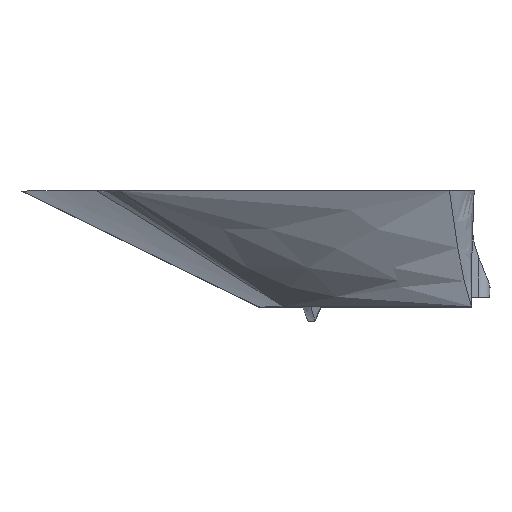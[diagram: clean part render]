
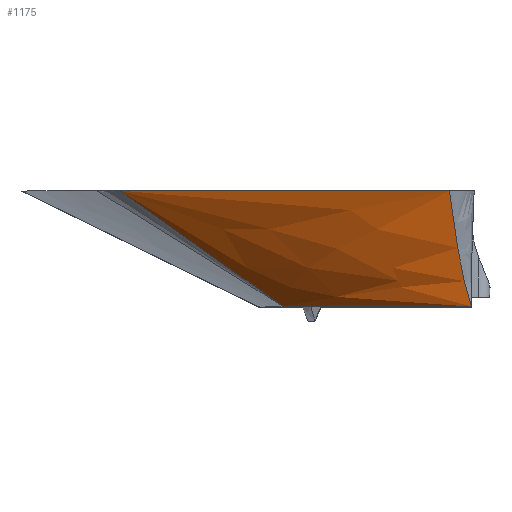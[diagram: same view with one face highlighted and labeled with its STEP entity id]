
A CAD part, top view. The second image highlights one B-rep face of the part: STEP entity #1175.
In plain terms, the highlighted free-form (B-spline) face has degree [3, 3] with [4, 4] control points.
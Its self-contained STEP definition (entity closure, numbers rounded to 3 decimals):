
#69=B_SPLINE_SURFACE_WITH_KNOTS('',3,3,((#3872,#3873,#3874,#3875),(#3876,
#3877,#3878,#3879),(#3880,#3881,#3882,#3883),(#3884,#3885,#3886,#3887)),
 .UNSPECIFIED.,.F.,.F.,.F.,(4,4),(4,4),(0.,1.),(0.,1.),.UNSPECIFIED.);
#164=FACE_OUTER_BOUND('',#236,.T.);
#236=EDGE_LOOP('',(#1052,#1053,#1054,#1055));
#268=LINE('',#3696,#299);
#271=LINE('',#3888,#302);
#299=VECTOR('',#1355,10.);
#302=VECTOR('',#1362,10.);
#347=B_SPLINE_CURVE_WITH_KNOTS('',3,(#1948,#1949,#1950,#1951,#1952,#1953),
 .UNSPECIFIED.,.F.,.F.,(4,1,1,4),(-0.998,-0.428,
-0.143,0.),.UNSPECIFIED.);
#425=B_SPLINE_CURVE_WITH_KNOTS('',3,(#3665,#3666,#3667,#3668),
 .UNSPECIFIED.,.F.,.F.,(4,4),(0.,0.944),.UNSPECIFIED.);
#477=VERTEX_POINT('',#1934);
#478=VERTEX_POINT('',#1947);
#536=VERTEX_POINT('',#3648);
#538=VERTEX_POINT('',#3660);
#613=EDGE_CURVE('',#477,#478,#347,.T.);
#712=EDGE_CURVE('',#538,#536,#425,.T.);
#716=EDGE_CURVE('',#536,#477,#268,.T.);
#726=EDGE_CURVE('',#538,#478,#271,.T.);
#1052=ORIENTED_EDGE('',*,*,#712,.F.);
#1053=ORIENTED_EDGE('',*,*,#726,.T.);
#1054=ORIENTED_EDGE('',*,*,#613,.F.);
#1055=ORIENTED_EDGE('',*,*,#716,.F.);
#1175=ADVANCED_FACE('',(#164),#69,.T.);
#1355=DIRECTION('',(0.931,0.,-0.364));
#1362=DIRECTION('',(1.,0.,0.));
#1934=CARTESIAN_POINT('',(-49.159,65.,31.407));
#1947=CARTESIAN_POINT('',(-46.279,50.,25.));
#1948=CARTESIAN_POINT('Ctrl Pts',(-49.159,65.,31.407));
#1949=CARTESIAN_POINT('Ctrl Pts',(-48.788,62.19,30.079));
#1950=CARTESIAN_POINT('Ctrl Pts',(-48.195,57.979,28.107));
#1951=CARTESIAN_POINT('Ctrl Pts',(-47.177,52.999,25.992));
#1952=CARTESIAN_POINT('Ctrl Pts',(-46.539,50.774,25.22));
#1953=CARTESIAN_POINT('Ctrl Pts',(-46.279,50.,25.));
#3648=CARTESIAN_POINT('',(-91.943,65.,48.142));
#3660=CARTESIAN_POINT('',(-70.711,50.,25.));
#3665=CARTESIAN_POINT('Ctrl Pts',(-70.711,50.,25.));
#3666=CARTESIAN_POINT('Ctrl Pts',(-77.893,54.815,32.715));
#3667=CARTESIAN_POINT('Ctrl Pts',(-84.928,59.854,40.453));
#3668=CARTESIAN_POINT('Ctrl Pts',(-91.943,65.,48.142));
#3696=CARTESIAN_POINT('',(-94.218,65.,49.032));
#3872=CARTESIAN_POINT('Ctrl Pts',(-70.711,50.,25.));
#3873=CARTESIAN_POINT('Ctrl Pts',(-78.546,55.,33.011));
#3874=CARTESIAN_POINT('Ctrl Pts',(-86.382,60.,41.021));
#3875=CARTESIAN_POINT('Ctrl Pts',(-94.218,65.,49.032));
#3876=CARTESIAN_POINT('Ctrl Pts',(-62.567,50.,25.));
#3877=CARTESIAN_POINT('Ctrl Pts',(-67.504,55.,30.815));
#3878=CARTESIAN_POINT('Ctrl Pts',(-72.442,60.,36.63));
#3879=CARTESIAN_POINT('Ctrl Pts',(-77.379,65.,42.445));
#3880=CARTESIAN_POINT('Ctrl Pts',(-54.423,50.,25.));
#3881=CARTESIAN_POINT('Ctrl Pts',(-56.462,55.,28.62));
#3882=CARTESIAN_POINT('Ctrl Pts',(-58.502,60.,32.239));
#3883=CARTESIAN_POINT('Ctrl Pts',(-60.541,65.,35.859));
#3884=CARTESIAN_POINT('Ctrl Pts',(-46.279,50.,25.));
#3885=CARTESIAN_POINT('Ctrl Pts',(-45.42,55.,26.424));
#3886=CARTESIAN_POINT('Ctrl Pts',(-44.561,60.,27.848));
#3887=CARTESIAN_POINT('Ctrl Pts',(-43.702,65.,29.272));
#3888=CARTESIAN_POINT('',(-70.711,50.,25.));
